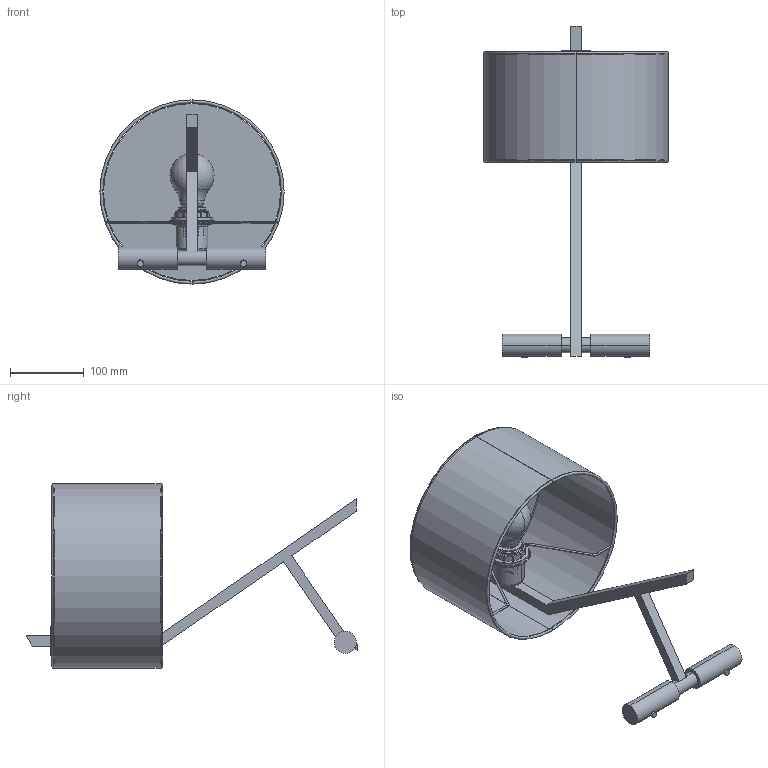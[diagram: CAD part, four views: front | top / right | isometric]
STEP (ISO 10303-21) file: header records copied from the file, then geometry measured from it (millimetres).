
FILE_DESCRIPTION (( 'STEP AP203' ), '1' );
FILE_NAME ('SR 27 TL._exported.step', '2025-02-09T09:07:19', ( '' ), ( '' ), 'SwSTEP 2.0', 'SolidWorks 2023', '' );
FILE_SCHEMA (( 'CONFIG_CONTROL_DESIGN' ));
Length unit declared in the file: millimetre
Products named in the file (1): SR 27 TL._exported
Bounding box: 250 x 450 x 250 mm (x, y, z)
Surface area: 428801.5 mm2 (no closed solid volume)
Topology: 0 solids, 16 shells, 172 faces, 481 edges, 314 vertices
Faces by surface type: cylinder 87, plane 36, torus 34, bspline 7, sphere 6, cone 2
Entity records: 9766 total; most frequent: CARTESIAN_POINT 5502, DIRECTION 905, ORIENTED_EDGE 852, EDGE_CURVE 469, AXIS2_PLACEMENT_3D 371, VERTEX_POINT 308, CIRCLE 205, EDGE_LOOP 185
